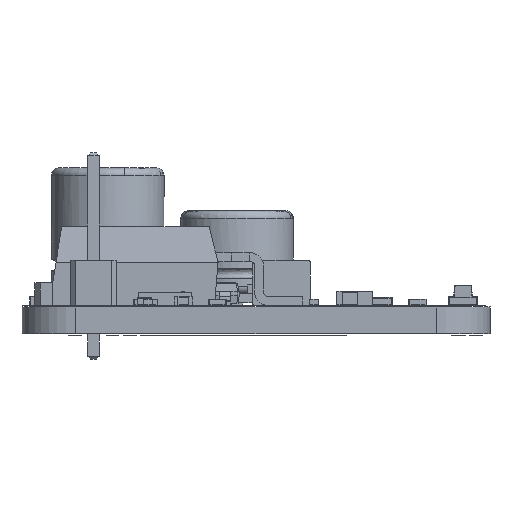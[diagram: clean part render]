
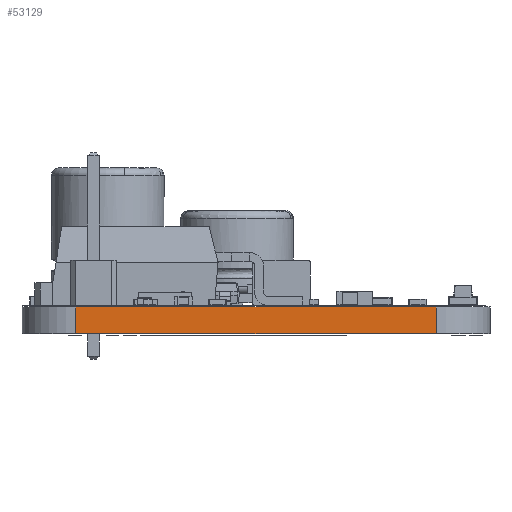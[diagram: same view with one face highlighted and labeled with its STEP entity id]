
A CAD part, front view. The second image highlights one B-rep face of the part: STEP entity #53129.
In plain terms, the highlighted planar face has unit normal (0, -1, 0).
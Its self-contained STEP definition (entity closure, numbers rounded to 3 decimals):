
#52226 = VERTEX_POINT('',#52227);
#52227 = CARTESIAN_POINT('',(80.,-72.1,0.));
#52234 = EDGE_CURVE('',#52235,#52226,#52237,.T.);
#52235 = VERTEX_POINT('',#52236);
#52236 = CARTESIAN_POINT('',(100.2,-72.1,0.));
#52237 = LINE('',#52238,#52239);
#52238 = CARTESIAN_POINT('',(100.2,-72.1,0.));
#52239 = VECTOR('',#52240,1.);
#52240 = DIRECTION('',(-1.,0.,0.));
#52664 = VERTEX_POINT('',#52665);
#52665 = CARTESIAN_POINT('',(80.,-72.1,1.51));
#52672 = EDGE_CURVE('',#52673,#52664,#52675,.T.);
#52673 = VERTEX_POINT('',#52674);
#52674 = CARTESIAN_POINT('',(100.2,-72.1,1.51));
#52675 = LINE('',#52676,#52677);
#52676 = CARTESIAN_POINT('',(100.2,-72.1,1.51));
#52677 = VECTOR('',#52678,1.);
#52678 = DIRECTION('',(-1.,0.,0.));
#53101 = EDGE_CURVE('',#52235,#52673,#53102,.T.);
#53102 = LINE('',#53103,#53104);
#53103 = CARTESIAN_POINT('',(100.2,-72.1,0.));
#53104 = VECTOR('',#53105,1.);
#53105 = DIRECTION('',(0.,0.,1.));
#53129 = ADVANCED_FACE('',(#53130),#53141,.T.);
#53130 = FACE_BOUND('',#53131,.T.);
#53131 = EDGE_LOOP('',(#53132,#53133,#53134,#53140));
#53132 = ORIENTED_EDGE('',*,*,#53101,.T.);
#53133 = ORIENTED_EDGE('',*,*,#52672,.T.);
#53134 = ORIENTED_EDGE('',*,*,#53135,.F.);
#53135 = EDGE_CURVE('',#52226,#52664,#53136,.T.);
#53136 = LINE('',#53137,#53138);
#53137 = CARTESIAN_POINT('',(80.,-72.1,0.));
#53138 = VECTOR('',#53139,1.);
#53139 = DIRECTION('',(0.,0.,1.));
#53140 = ORIENTED_EDGE('',*,*,#52234,.F.);
#53141 = PLANE('',#53142);
#53142 = AXIS2_PLACEMENT_3D('',#53143,#53144,#53145);
#53143 = CARTESIAN_POINT('',(100.2,-72.1,0.));
#53144 = DIRECTION('',(0.,-1.,0.));
#53145 = DIRECTION('',(-1.,0.,0.));
